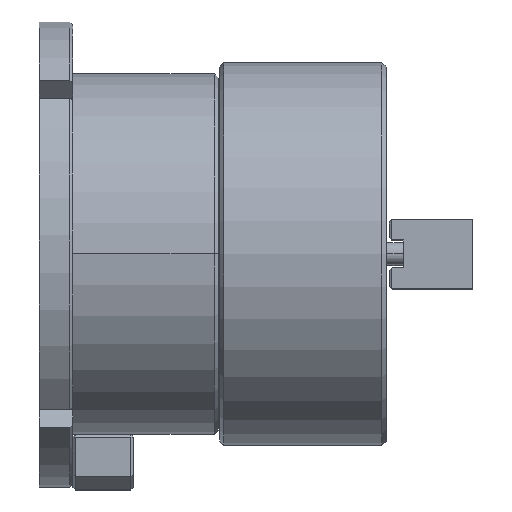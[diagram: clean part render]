
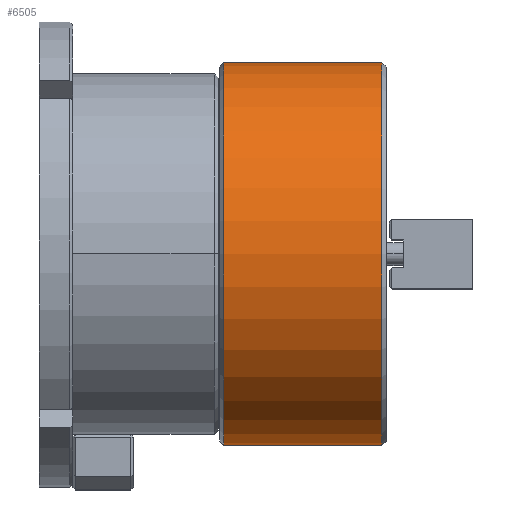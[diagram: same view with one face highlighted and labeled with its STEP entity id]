
A CAD part, top view. The second image highlights one B-rep face of the part: STEP entity #6505.
In plain terms, the highlighted cylindrical face has radius 69 mm (diameter 138 mm), a partial arc.
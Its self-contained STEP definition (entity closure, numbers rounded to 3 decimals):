
#42 = CARTESIAN_POINT ( 'NONE',  ( -58.5, 0., -69. ) ) ;
#857 = AXIS2_PLACEMENT_3D ( 'NONE', #3267, #6431, #3561 ) ;
#1166 = CARTESIAN_POINT ( 'NONE',  ( 0., 0., 69. ) ) ;
#1947 = VERTEX_POINT ( 'NONE', #42 ) ;
#3267 = CARTESIAN_POINT ( 'NONE',  ( -1.5, 0., 0. ) ) ;
#3401 = CARTESIAN_POINT ( 'NONE',  ( -1.5, 0., 69. ) ) ;
#3561 = DIRECTION ( 'NONE',  ( 0., 0., -1. ) ) ;
#5055 = CARTESIAN_POINT ( 'NONE',  ( 0., 0., 0. ) ) ;
#5911 = VERTEX_POINT ( 'NONE', #18070 ) ;
#6340 = VERTEX_POINT ( 'NONE', #3401 ) ;
#6356 = DIRECTION ( 'NONE',  ( 1., 0., 0. ) ) ;
#6431 = DIRECTION ( 'NONE',  ( 1., 0., 0. ) ) ;
#6505 = ADVANCED_FACE ( 'NONE', ( #26110 ), #15581, .T. ) ;
#7668 = EDGE_CURVE ( 'NONE', #5911, #6340, #9592, .T. ) ;
#9217 = CARTESIAN_POINT ( 'NONE',  ( 0., 0., -69. ) ) ;
#9592 = LINE ( 'NONE', #1166, #21513 ) ;
#10135 = CIRCLE ( 'NONE', #25626, 69. ) ;
#11410 = DIRECTION ( 'NONE',  ( 0., 0., -1. ) ) ;
#12765 = CIRCLE ( 'NONE', #857, 69. ) ;
#14668 = VERTEX_POINT ( 'NONE', #20251 ) ;
#14813 = DIRECTION ( 'NONE',  ( 0., 0., -1. ) ) ;
#15271 = EDGE_CURVE ( 'NONE', #14668, #6340, #12765, .T. ) ;
#15487 = ORIENTED_EDGE ( 'NONE', *, *, #15271, .F. ) ;
#15581 = CYLINDRICAL_SURFACE ( 'NONE', #16609, 69. ) ;
#16090 = ORIENTED_EDGE ( 'NONE', *, *, #19613, .F. ) ;
#16609 = AXIS2_PLACEMENT_3D ( 'NONE', #5055, #21963, #11410 ) ;
#16730 = ORIENTED_EDGE ( 'NONE', *, *, #7668, .T. ) ;
#18070 = CARTESIAN_POINT ( 'NONE',  ( -58.5, 0., 69. ) ) ;
#18884 = EDGE_LOOP ( 'NONE', ( #27248, #16730, #15487, #16090 ) ) ;
#19613 = EDGE_CURVE ( 'NONE', #1947, #14668, #19764, .T. ) ;
#19764 = LINE ( 'NONE', #9217, #26481 ) ;
#20132 = DIRECTION ( 'NONE',  ( 1., 0., 0. ) ) ;
#20251 = CARTESIAN_POINT ( 'NONE',  ( -1.5, 0., -69. ) ) ;
#20493 = EDGE_CURVE ( 'NONE', #1947, #5911, #10135, .T. ) ;
#21513 = VECTOR ( 'NONE', #20132, 1000. ) ;
#21963 = DIRECTION ( 'NONE',  ( 1., 0., 0. ) ) ;
#25351 = CARTESIAN_POINT ( 'NONE',  ( -58.5, 0., 0. ) ) ;
#25626 = AXIS2_PLACEMENT_3D ( 'NONE', #25351, #6356, #14813 ) ;
#26110 = FACE_OUTER_BOUND ( 'NONE', #18884, .T. ) ;
#26132 = DIRECTION ( 'NONE',  ( 1., 0., 0. ) ) ;
#26481 = VECTOR ( 'NONE', #26132, 1000. ) ;
#27248 = ORIENTED_EDGE ( 'NONE', *, *, #20493, .T. ) ;
